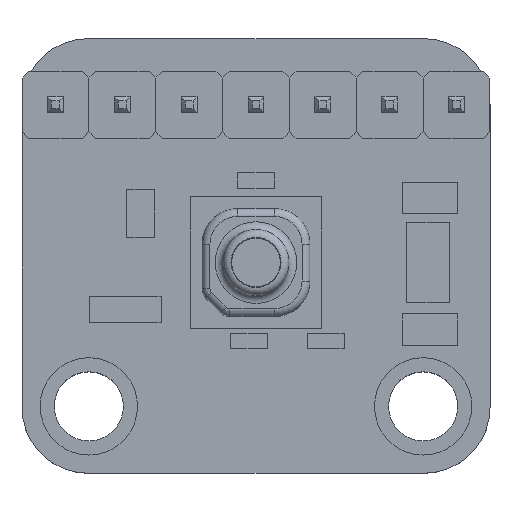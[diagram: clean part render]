
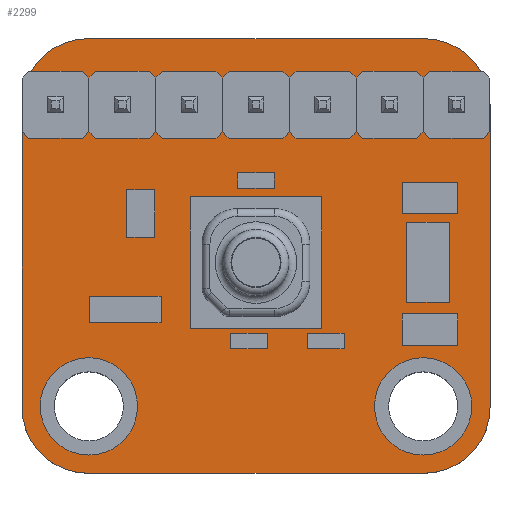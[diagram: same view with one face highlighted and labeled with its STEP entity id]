
A CAD part, top view. The second image highlights one B-rep face of the part: STEP entity #2299.
In plain terms, the highlighted planar face has unit normal (0, 0, 1).
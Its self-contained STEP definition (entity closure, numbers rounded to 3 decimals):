
#65=FACE_BOUND('',#420,.T.);
#66=FACE_BOUND('',#421,.T.);
#67=FACE_BOUND('',#422,.T.);
#68=FACE_BOUND('',#423,.T.);
#69=FACE_BOUND('',#424,.T.);
#70=FACE_BOUND('',#425,.T.);
#71=FACE_BOUND('',#426,.T.);
#72=FACE_BOUND('',#427,.T.);
#73=FACE_BOUND('',#428,.T.);
#74=FACE_BOUND('',#429,.T.);
#171=PLANE('',#2479);
#277=FACE_OUTER_BOUND('',#419,.T.);
#419=EDGE_LOOP('',(#1654,#1655,#1656,#1657,#1658,#1659,#1660,#1661));
#420=EDGE_LOOP('',(#1662));
#421=EDGE_LOOP('',(#1663));
#422=EDGE_LOOP('',(#1664));
#423=EDGE_LOOP('',(#1665));
#424=EDGE_LOOP('',(#1666));
#425=EDGE_LOOP('',(#1667));
#426=EDGE_LOOP('',(#1668));
#427=EDGE_LOOP('',(#1669));
#428=EDGE_LOOP('',(#1670,#1671,#1672,#1673));
#429=EDGE_LOOP('',(#1674));
#587=LINE('',#3389,#827);
#588=LINE('',#3393,#828);
#589=LINE('',#3397,#829);
#590=LINE('',#3400,#830);
#591=LINE('',#3417,#831);
#592=LINE('',#3419,#832);
#593=LINE('',#3421,#833);
#594=LINE('',#3422,#834);
#827=VECTOR('',#2713,10.);
#828=VECTOR('',#2716,10.);
#829=VECTOR('',#2719,10.);
#830=VECTOR('',#2722,10.);
#831=VECTOR('',#2737,10.);
#832=VECTOR('',#2738,10.);
#833=VECTOR('',#2739,10.);
#834=VECTOR('',#2740,10.);
#1068=CIRCLE('',#2477,1.85);
#1070=CIRCLE('',#2480,2.5);
#1071=CIRCLE('',#2481,2.5);
#1072=CIRCLE('',#2482,2.5);
#1073=CIRCLE('',#2483,2.5);
#1074=CIRCLE('',#2484,0.563);
#1075=CIRCLE('',#2485,0.563);
#1076=CIRCLE('',#2486,0.563);
#1077=CIRCLE('',#2487,0.563);
#1078=CIRCLE('',#2488,0.563);
#1079=CIRCLE('',#2489,0.563);
#1080=CIRCLE('',#2490,0.563);
#1081=CIRCLE('',#2491,1.85);
#1138=VERTEX_POINT('',#3380);
#1140=VERTEX_POINT('',#3385);
#1141=VERTEX_POINT('',#3386);
#1142=VERTEX_POINT('',#3388);
#1143=VERTEX_POINT('',#3390);
#1144=VERTEX_POINT('',#3392);
#1145=VERTEX_POINT('',#3394);
#1146=VERTEX_POINT('',#3396);
#1147=VERTEX_POINT('',#3398);
#1148=VERTEX_POINT('',#3401);
#1149=VERTEX_POINT('',#3403);
#1150=VERTEX_POINT('',#3405);
#1151=VERTEX_POINT('',#3407);
#1152=VERTEX_POINT('',#3409);
#1153=VERTEX_POINT('',#3411);
#1154=VERTEX_POINT('',#3413);
#1155=VERTEX_POINT('',#3415);
#1156=VERTEX_POINT('',#3416);
#1157=VERTEX_POINT('',#3418);
#1158=VERTEX_POINT('',#3420);
#1159=VERTEX_POINT('',#3423);
#1340=EDGE_CURVE('',#1138,#1138,#1068,.T.);
#1342=EDGE_CURVE('',#1140,#1141,#1070,.T.);
#1343=EDGE_CURVE('',#1140,#1142,#587,.T.);
#1344=EDGE_CURVE('',#1143,#1142,#1071,.T.);
#1345=EDGE_CURVE('',#1143,#1144,#588,.T.);
#1346=EDGE_CURVE('',#1145,#1144,#1072,.T.);
#1347=EDGE_CURVE('',#1145,#1146,#589,.T.);
#1348=EDGE_CURVE('',#1147,#1146,#1073,.T.);
#1349=EDGE_CURVE('',#1147,#1141,#590,.T.);
#1350=EDGE_CURVE('',#1148,#1148,#1074,.T.);
#1351=EDGE_CURVE('',#1149,#1149,#1075,.T.);
#1352=EDGE_CURVE('',#1150,#1150,#1076,.T.);
#1353=EDGE_CURVE('',#1151,#1151,#1077,.T.);
#1354=EDGE_CURVE('',#1152,#1152,#1078,.T.);
#1355=EDGE_CURVE('',#1153,#1153,#1079,.T.);
#1356=EDGE_CURVE('',#1154,#1154,#1080,.T.);
#1357=EDGE_CURVE('',#1155,#1156,#591,.T.);
#1358=EDGE_CURVE('',#1156,#1157,#592,.T.);
#1359=EDGE_CURVE('',#1157,#1158,#593,.T.);
#1360=EDGE_CURVE('',#1158,#1155,#594,.T.);
#1361=EDGE_CURVE('',#1159,#1159,#1081,.T.);
#1654=ORIENTED_EDGE('',*,*,#1342,.F.);
#1655=ORIENTED_EDGE('',*,*,#1343,.T.);
#1656=ORIENTED_EDGE('',*,*,#1344,.F.);
#1657=ORIENTED_EDGE('',*,*,#1345,.T.);
#1658=ORIENTED_EDGE('',*,*,#1346,.F.);
#1659=ORIENTED_EDGE('',*,*,#1347,.T.);
#1660=ORIENTED_EDGE('',*,*,#1348,.F.);
#1661=ORIENTED_EDGE('',*,*,#1349,.T.);
#1662=ORIENTED_EDGE('',*,*,#1340,.T.);
#1663=ORIENTED_EDGE('',*,*,#1350,.T.);
#1664=ORIENTED_EDGE('',*,*,#1351,.T.);
#1665=ORIENTED_EDGE('',*,*,#1352,.T.);
#1666=ORIENTED_EDGE('',*,*,#1353,.T.);
#1667=ORIENTED_EDGE('',*,*,#1354,.T.);
#1668=ORIENTED_EDGE('',*,*,#1355,.T.);
#1669=ORIENTED_EDGE('',*,*,#1356,.T.);
#1670=ORIENTED_EDGE('',*,*,#1357,.T.);
#1671=ORIENTED_EDGE('',*,*,#1358,.T.);
#1672=ORIENTED_EDGE('',*,*,#1359,.T.);
#1673=ORIENTED_EDGE('',*,*,#1360,.T.);
#1674=ORIENTED_EDGE('',*,*,#1361,.F.);
#2299=ADVANCED_FACE('',(#277,#65,#66,#67,#68,#69,#70,#71,#72,#73,#74),#171,
 .T.);
#2477=AXIS2_PLACEMENT_3D('',#3381,#2705,#2706);
#2479=AXIS2_PLACEMENT_3D('',#3384,#2709,#2710);
#2480=AXIS2_PLACEMENT_3D('',#3387,#2711,#2712);
#2481=AXIS2_PLACEMENT_3D('',#3391,#2714,#2715);
#2482=AXIS2_PLACEMENT_3D('',#3395,#2717,#2718);
#2483=AXIS2_PLACEMENT_3D('',#3399,#2720,#2721);
#2484=AXIS2_PLACEMENT_3D('',#3402,#2723,#2724);
#2485=AXIS2_PLACEMENT_3D('',#3404,#2725,#2726);
#2486=AXIS2_PLACEMENT_3D('',#3406,#2727,#2728);
#2487=AXIS2_PLACEMENT_3D('',#3408,#2729,#2730);
#2488=AXIS2_PLACEMENT_3D('',#3410,#2731,#2732);
#2489=AXIS2_PLACEMENT_3D('',#3412,#2733,#2734);
#2490=AXIS2_PLACEMENT_3D('',#3414,#2735,#2736);
#2491=AXIS2_PLACEMENT_3D('',#3424,#2741,#2742);
#2705=DIRECTION('center_axis',(0.,0.,-1.));
#2706=DIRECTION('ref_axis',(1.,0.,0.));
#2709=DIRECTION('center_axis',(0.,0.,1.));
#2710=DIRECTION('ref_axis',(1.,0.,0.));
#2711=DIRECTION('center_axis',(0.,0.,-1.));
#2712=DIRECTION('ref_axis',(0.707,-0.707,0.));
#2713=DIRECTION('',(0.,1.,0.));
#2714=DIRECTION('center_axis',(0.,0.,-1.));
#2715=DIRECTION('ref_axis',(0.707,0.707,0.));
#2716=DIRECTION('',(-1.,0.,0.));
#2717=DIRECTION('center_axis',(0.,0.,-1.));
#2718=DIRECTION('ref_axis',(-0.707,0.707,0.));
#2719=DIRECTION('',(0.,-1.,0.));
#2720=DIRECTION('center_axis',(0.,0.,-1.));
#2721=DIRECTION('ref_axis',(-0.707,-0.707,0.));
#2722=DIRECTION('',(1.,0.,0.));
#2723=DIRECTION('center_axis',(0.,0.,-1.));
#2724=DIRECTION('ref_axis',(1.,0.,0.));
#2725=DIRECTION('center_axis',(0.,0.,-1.));
#2726=DIRECTION('ref_axis',(1.,0.,0.));
#2727=DIRECTION('center_axis',(0.,0.,-1.));
#2728=DIRECTION('ref_axis',(1.,0.,0.));
#2729=DIRECTION('center_axis',(0.,0.,-1.));
#2730=DIRECTION('ref_axis',(1.,0.,0.));
#2731=DIRECTION('center_axis',(0.,0.,-1.));
#2732=DIRECTION('ref_axis',(1.,0.,0.));
#2733=DIRECTION('center_axis',(0.,0.,-1.));
#2734=DIRECTION('ref_axis',(1.,0.,0.));
#2735=DIRECTION('center_axis',(0.,0.,-1.));
#2736=DIRECTION('ref_axis',(1.,0.,0.));
#2737=DIRECTION('',(0.,1.,0.));
#2738=DIRECTION('',(1.,0.,0.));
#2739=DIRECTION('',(0.,-1.,0.));
#2740=DIRECTION('',(-1.,0.,0.));
#2741=DIRECTION('center_axis',(0.,0.,1.));
#2742=DIRECTION('ref_axis',(1.,0.,0.));
#3380=CARTESIAN_POINT('',(-4.5,-5.715,1.65));
#3381=CARTESIAN_POINT('Origin',(-6.35,-5.715,1.65));
#3384=CARTESIAN_POINT('Origin',(0.,0.,1.65));
#3385=CARTESIAN_POINT('',(8.89,-5.755,1.65));
#3386=CARTESIAN_POINT('',(6.39,-8.255,1.65));
#3387=CARTESIAN_POINT('Origin',(6.39,-5.755,1.65));
#3388=CARTESIAN_POINT('',(8.89,5.755,1.65));
#3389=CARTESIAN_POINT('',(8.89,8.255,1.65));
#3390=CARTESIAN_POINT('',(6.39,8.255,1.65));
#3391=CARTESIAN_POINT('Origin',(6.39,5.755,1.65));
#3392=CARTESIAN_POINT('',(-6.39,8.255,1.65));
#3393=CARTESIAN_POINT('',(-8.89,8.255,1.65));
#3394=CARTESIAN_POINT('',(-8.89,5.755,1.65));
#3395=CARTESIAN_POINT('Origin',(-6.39,5.755,1.65));
#3396=CARTESIAN_POINT('',(-8.89,-5.755,1.65));
#3397=CARTESIAN_POINT('',(-8.89,-8.255,1.65));
#3398=CARTESIAN_POINT('',(-6.39,-8.255,1.65));
#3399=CARTESIAN_POINT('Origin',(-6.39,-5.755,1.65));
#3400=CARTESIAN_POINT('',(8.89,-8.255,1.65));
#3401=CARTESIAN_POINT('',(-8.183,5.715,1.65));
#3402=CARTESIAN_POINT('Origin',(-7.62,5.715,1.65));
#3403=CARTESIAN_POINT('',(-3.103,5.715,1.65));
#3404=CARTESIAN_POINT('Origin',(-2.54,5.715,1.65));
#3405=CARTESIAN_POINT('',(1.978,5.715,1.65));
#3406=CARTESIAN_POINT('Origin',(2.54,5.715,1.65));
#3407=CARTESIAN_POINT('',(7.058,5.715,1.65));
#3408=CARTESIAN_POINT('Origin',(7.62,5.715,1.65));
#3409=CARTESIAN_POINT('',(4.518,5.715,1.65));
#3410=CARTESIAN_POINT('Origin',(5.08,5.715,1.65));
#3411=CARTESIAN_POINT('',(-0.562,5.715,1.65));
#3412=CARTESIAN_POINT('Origin',(0.,5.715,1.65));
#3413=CARTESIAN_POINT('',(-5.643,5.715,1.65));
#3414=CARTESIAN_POINT('Origin',(-5.08,5.715,1.65));
#3415=CARTESIAN_POINT('',(-2.5,-2.755,1.65));
#3416=CARTESIAN_POINT('',(-2.5,2.245,1.65));
#3417=CARTESIAN_POINT('',(-2.5,1.123,1.65));
#3418=CARTESIAN_POINT('',(2.5,2.245,1.65));
#3419=CARTESIAN_POINT('',(1.25,2.245,1.65));
#3420=CARTESIAN_POINT('',(2.5,-2.755,1.65));
#3421=CARTESIAN_POINT('',(2.5,-1.378,1.65));
#3422=CARTESIAN_POINT('',(-1.25,-2.755,1.65));
#3423=CARTESIAN_POINT('',(8.2,-5.715,1.65));
#3424=CARTESIAN_POINT('Origin',(6.35,-5.715,1.65));
